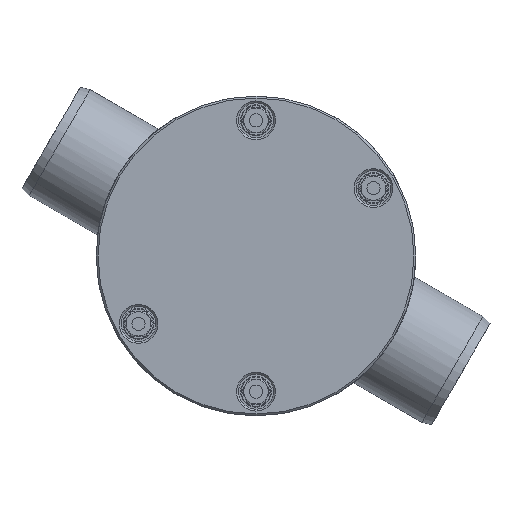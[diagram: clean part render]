
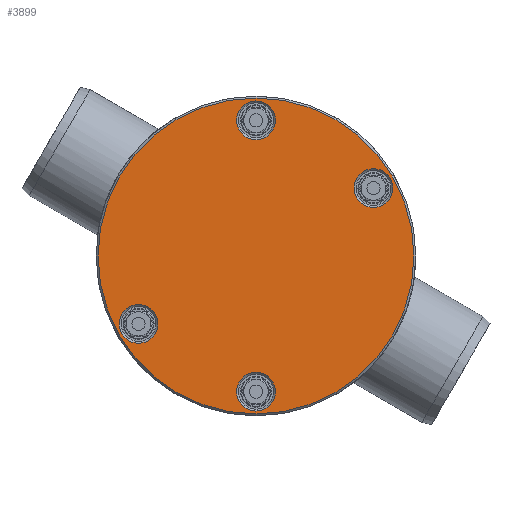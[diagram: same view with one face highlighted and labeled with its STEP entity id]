
A CAD part, front view. The second image highlights one B-rep face of the part: STEP entity #3899.
In plain terms, the highlighted planar face has unit normal (0, -1, 0).
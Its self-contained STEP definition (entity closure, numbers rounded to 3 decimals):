
#42=CARTESIAN_POINT('',(0.,0.,0.));
#43=DIRECTION('',(0.,1.,0.));
#44=DIRECTION('',(1.,0.,0.));
#45=AXIS2_PLACEMENT_3D('',#42,#43,#44);
#47=CARTESIAN_POINT('',(0.,0.,0.));
#48=DIRECTION('',(0.,1.,0.));
#49=DIRECTION('',(-1.,0.,0.));
#50=AXIS2_PLACEMENT_3D('',#47,#48,#49);
#52=CARTESIAN_POINT('',(0.,0.,-70.));
#53=DIRECTION('',(0.,1.,0.));
#54=DIRECTION('',(0.,0.,-1.));
#55=AXIS2_PLACEMENT_3D('',#52,#53,#54);
#57=CARTESIAN_POINT('',(0.,0.,-70.));
#58=DIRECTION('',(0.,1.,0.));
#59=DIRECTION('',(0.,0.,1.));
#60=AXIS2_PLACEMENT_3D('',#57,#58,#59);
#62=CARTESIAN_POINT('',(-60.622,0.,-35.));
#63=DIRECTION('',(0.,1.,0.));
#64=DIRECTION('',(-0.866,0.,-0.5));
#65=AXIS2_PLACEMENT_3D('',#62,#63,#64);
#67=CARTESIAN_POINT('',(-60.622,0.,-35.));
#68=DIRECTION('',(0.,1.,0.));
#69=DIRECTION('',(0.866,0.,0.5));
#70=AXIS2_PLACEMENT_3D('',#67,#68,#69);
#72=CARTESIAN_POINT('',(60.622,0.,35.));
#73=DIRECTION('',(0.,-1.,0.));
#74=DIRECTION('',(0.866,0.,0.5));
#75=AXIS2_PLACEMENT_3D('',#72,#73,#74);
#77=CARTESIAN_POINT('',(60.622,0.,35.));
#78=DIRECTION('',(0.,-1.,0.));
#79=DIRECTION('',(-0.866,0.,-0.5));
#80=AXIS2_PLACEMENT_3D('',#77,#78,#79);
#82=CARTESIAN_POINT('',(0.,0.,70.));
#83=DIRECTION('',(0.,-1.,0.));
#84=DIRECTION('',(0.,0.,1.));
#85=AXIS2_PLACEMENT_3D('',#82,#83,#84);
#87=CARTESIAN_POINT('',(0.,0.,70.));
#88=DIRECTION('',(0.,-1.,0.));
#89=DIRECTION('',(0.,0.,-1.));
#90=AXIS2_PLACEMENT_3D('',#87,#88,#89);
#3496=CARTESIAN_POINT('',(81.5,0.,0.));
#3497=CARTESIAN_POINT('',(-81.5,0.,0.));
#3498=VERTEX_POINT('',#3496);
#3499=VERTEX_POINT('',#3497);
#3520=CARTESIAN_POINT('',(0.,0.,-80.));
#3521=CARTESIAN_POINT('',(0.,0.,-60.));
#3522=VERTEX_POINT('',#3520);
#3523=VERTEX_POINT('',#3521);
#3572=CARTESIAN_POINT('',(-69.282,0.,-40.));
#3573=VERTEX_POINT('',#3572);
#3574=CARTESIAN_POINT('',(-51.962,0.,-30.));
#3575=VERTEX_POINT('',#3574);
#3772=CARTESIAN_POINT('',(69.282,0.,40.));
#3773=VERTEX_POINT('',#3772);
#3774=CARTESIAN_POINT('',(51.962,0.,30.));
#3775=VERTEX_POINT('',#3774);
#3796=CARTESIAN_POINT('',(0.,0.,80.));
#3797=VERTEX_POINT('',#3796);
#3798=CARTESIAN_POINT('',(0.,0.,60.));
#3799=VERTEX_POINT('',#3798);
#3864=CARTESIAN_POINT('',(0.,0.,0.));
#3865=DIRECTION('',(0.,1.,0.));
#3866=DIRECTION('',(-1.,0.,0.));
#3867=AXIS2_PLACEMENT_3D('',#3864,#3865,#3866);
#3868=PLANE('',#3867);
#3870=ORIENTED_EDGE('',*,*,#3869,.T.);
#3872=ORIENTED_EDGE('',*,*,#3871,.T.);
#3873=EDGE_LOOP('',(#3870,#3872));
#3874=FACE_OUTER_BOUND('',#3873,.F.);
#3876=ORIENTED_EDGE('',*,*,#3875,.F.);
#3878=ORIENTED_EDGE('',*,*,#3877,.F.);
#3879=EDGE_LOOP('',(#3876,#3878));
#3880=FACE_BOUND('',#3879,.F.);
#3882=ORIENTED_EDGE('',*,*,#3881,.F.);
#3884=ORIENTED_EDGE('',*,*,#3883,.F.);
#3885=EDGE_LOOP('',(#3882,#3884));
#3886=FACE_BOUND('',#3885,.F.);
#3888=ORIENTED_EDGE('',*,*,#3887,.T.);
#3890=ORIENTED_EDGE('',*,*,#3889,.T.);
#3891=EDGE_LOOP('',(#3888,#3890));
#3892=FACE_BOUND('',#3891,.F.);
#3894=ORIENTED_EDGE('',*,*,#3893,.T.);
#3896=ORIENTED_EDGE('',*,*,#3895,.T.);
#3897=EDGE_LOOP('',(#3894,#3896));
#3898=FACE_BOUND('',#3897,.F.);
#46=CIRCLE('',#45,81.5);
#51=CIRCLE('',#50,81.5);
#56=CIRCLE('',#55,10.);
#61=CIRCLE('',#60,10.);
#66=CIRCLE('',#65,10.);
#71=CIRCLE('',#70,10.);
#76=CIRCLE('',#75,10.);
#81=CIRCLE('',#80,10.);
#86=CIRCLE('',#85,10.);
#91=CIRCLE('',#90,10.);
#3869=EDGE_CURVE('',#3498,#3499,#46,.T.);
#3871=EDGE_CURVE('',#3499,#3498,#51,.T.);
#3875=EDGE_CURVE('',#3522,#3523,#56,.T.);
#3877=EDGE_CURVE('',#3523,#3522,#61,.T.);
#3881=EDGE_CURVE('',#3573,#3575,#66,.T.);
#3883=EDGE_CURVE('',#3575,#3573,#71,.T.);
#3887=EDGE_CURVE('',#3773,#3775,#76,.T.);
#3889=EDGE_CURVE('',#3775,#3773,#81,.T.);
#3893=EDGE_CURVE('',#3797,#3799,#86,.T.);
#3895=EDGE_CURVE('',#3799,#3797,#91,.T.);
#3899=ADVANCED_FACE('',(#3874,#3880,#3886,#3892,#3898),#3868,.F.);
